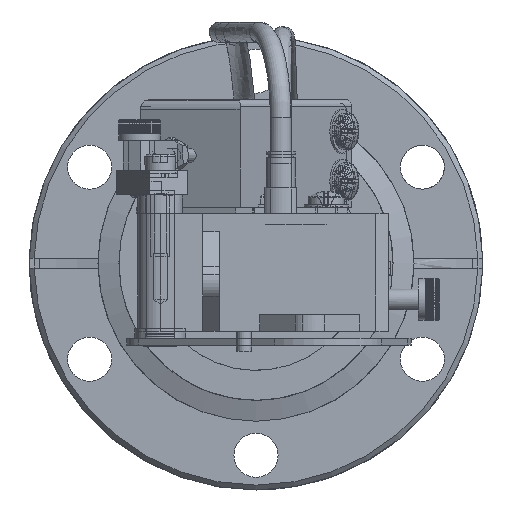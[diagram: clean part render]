
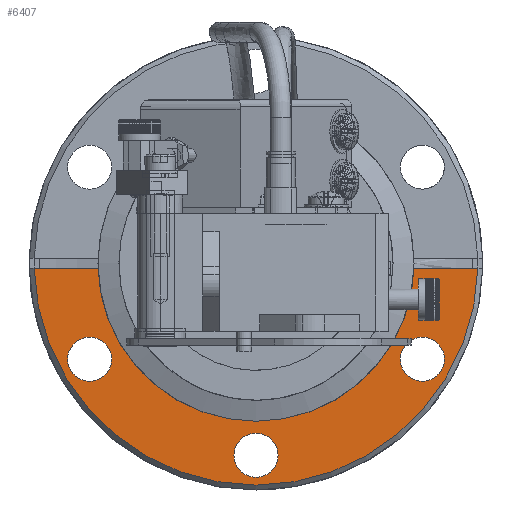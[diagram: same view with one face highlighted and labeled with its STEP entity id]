
A CAD part, front view. The second image highlights one B-rep face of the part: STEP entity #6407.
In plain terms, the highlighted planar face has unit normal (0, -1, 0).
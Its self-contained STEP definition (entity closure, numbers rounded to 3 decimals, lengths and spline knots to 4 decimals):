
#6407=ADVANCED_FACE('3-0-8',(#14669,#14670,#14671,#14672),#8141,.T.);
#8141=PLANE('',#42363);
#11151=LINE('',#66976,#14135);
#11152=LINE('',#66981,#14136);
#14135=VECTOR('',#53395,1.);
#14136=VECTOR('',#53398,1.);
#14669=FACE_BOUND('',#17397,.T.);
#14670=FACE_BOUND('',#17398,.T.);
#14671=FACE_BOUND('',#17399,.T.);
#14672=FACE_BOUND('',#17400,.T.);
#17397=EDGE_LOOP('',(#27592,#27593));
#17398=EDGE_LOOP('',(#27594,#27595));
#17399=EDGE_LOOP('',(#27596,#27597));
#17400=EDGE_LOOP('',(#27598,#27599,#27600,#27601));
#27592=ORIENTED_EDGE('',*,*,#36335,.T.);
#27593=ORIENTED_EDGE('',*,*,#36336,.T.);
#27594=ORIENTED_EDGE('',*,*,#36337,.T.);
#27595=ORIENTED_EDGE('',*,*,#36338,.T.);
#27596=ORIENTED_EDGE('',*,*,#36339,.T.);
#27597=ORIENTED_EDGE('',*,*,#36340,.T.);
#27598=ORIENTED_EDGE('',*,*,#36341,.F.);
#27599=ORIENTED_EDGE('',*,*,#36342,.T.);
#27600=ORIENTED_EDGE('',*,*,#36343,.T.);
#27601=ORIENTED_EDGE('',*,*,#36344,.T.);
#31175=VERTEX_POINT('',#66962);
#31176=VERTEX_POINT('',#66963);
#31177=VERTEX_POINT('',#66967);
#31178=VERTEX_POINT('',#66968);
#31179=VERTEX_POINT('',#66972);
#31180=VERTEX_POINT('',#66973);
#31181=VERTEX_POINT('',#66977);
#31182=VERTEX_POINT('',#66978);
#31183=VERTEX_POINT('',#66980);
#31184=VERTEX_POINT('',#66982);
#36335=EDGE_CURVE('',#31175,#31176,#38297,.T.);
#36336=EDGE_CURVE('',#31176,#31175,#38298,.T.);
#36337=EDGE_CURVE('',#31177,#31178,#38299,.T.);
#36338=EDGE_CURVE('',#31178,#31177,#38300,.T.);
#36339=EDGE_CURVE('',#31179,#31180,#38301,.T.);
#36340=EDGE_CURVE('',#31180,#31179,#38302,.T.);
#36341=EDGE_CURVE('',#31181,#31182,#11151,.T.);
#36342=EDGE_CURVE('',#31181,#31183,#38303,.T.);
#36343=EDGE_CURVE('',#31183,#31184,#11152,.T.);
#36344=EDGE_CURVE('',#31184,#31182,#38304,.T.);
#38297=CIRCLE('',#42352,0.1325);
#38298=CIRCLE('',#42353,0.1325);
#38299=CIRCLE('',#42355,0.1325);
#38300=CIRCLE('',#42356,0.1325);
#38301=CIRCLE('',#42358,0.1325);
#38302=CIRCLE('',#42359,0.1325);
#38303=CIRCLE('',#42361,0.951);
#38304=CIRCLE('',#42362,1.3355);
#42352=AXIS2_PLACEMENT_3D('',#66961,#53377,#53378);
#42353=AXIS2_PLACEMENT_3D('',#66964,#53379,#53380);
#42355=AXIS2_PLACEMENT_3D('',#66966,#53383,#53384);
#42356=AXIS2_PLACEMENT_3D('',#66969,#53385,#53386);
#42358=AXIS2_PLACEMENT_3D('',#66971,#53389,#53390);
#42359=AXIS2_PLACEMENT_3D('',#66974,#53391,#53392);
#42361=AXIS2_PLACEMENT_3D('',#66979,#53396,#53397);
#42362=AXIS2_PLACEMENT_3D('',#66983,#53399,#53400);
#42363=AXIS2_PLACEMENT_3D('',#66984,#53401,#53402);
#53377=DIRECTION('',(0.,1.,0.));
#53378=DIRECTION('',(0.,0.,1.));
#53379=DIRECTION('',(0.,1.,0.));
#53380=DIRECTION('',(0.,0.,1.));
#53383=DIRECTION('',(0.,1.,0.));
#53384=DIRECTION('',(0.,0.,1.));
#53385=DIRECTION('',(0.,1.,0.));
#53386=DIRECTION('',(0.,0.,1.));
#53389=DIRECTION('',(0.,1.,0.));
#53390=DIRECTION('',(0.,0.,1.));
#53391=DIRECTION('',(0.,1.,0.));
#53392=DIRECTION('',(0.,0.,1.));
#53395=DIRECTION('',(1.,0.,0.));
#53396=DIRECTION('',(0.,1.,0.));
#53397=DIRECTION('',(0.,0.,-1.));
#53398=DIRECTION('',(-1.,0.,0.));
#53399=DIRECTION('',(0.,-1.,0.));
#53400=DIRECTION('',(0.,0.,1.));
#53401=DIRECTION('',(0.,-1.,0.));
#53402=DIRECTION('',(0.,0.,1.));
#66961=CARTESIAN_POINT('',(1.0011,0.2543,-0.578));
#66962=CARTESIAN_POINT('',(1.0011,0.2543,-0.4455));
#66963=CARTESIAN_POINT('',(0.8686,0.2543,-0.578));
#66964=CARTESIAN_POINT('',(1.0011,0.2543,-0.578));
#66966=CARTESIAN_POINT('',(0.,0.2543,-1.156));
#66967=CARTESIAN_POINT('',(0.,0.2543,-1.0235));
#66968=CARTESIAN_POINT('',(-0.1325,0.2543,-1.156));
#66969=CARTESIAN_POINT('',(0.,0.2543,-1.156));
#66971=CARTESIAN_POINT('',(-1.0011,0.2543,-0.578));
#66972=CARTESIAN_POINT('',(-1.0011,0.2543,-0.4455));
#66973=CARTESIAN_POINT('',(-1.1336,0.2543,-0.578));
#66974=CARTESIAN_POINT('',(-1.0011,0.2543,-0.578));
#66976=CARTESIAN_POINT('',(0.9505,0.2543,-0.03));
#66977=CARTESIAN_POINT('',(0.9505,0.2543,-0.03));
#66978=CARTESIAN_POINT('',(1.3352,0.2543,-0.03));
#66979=CARTESIAN_POINT('',(0.,0.2543,0.));
#66980=CARTESIAN_POINT('',(-0.9505,0.2543,-0.03));
#66981=CARTESIAN_POINT('',(-0.9505,0.2543,-0.03));
#66982=CARTESIAN_POINT('',(-1.3352,0.2543,-0.03));
#66983=CARTESIAN_POINT('',(0.,0.2543,0.));
#66984=CARTESIAN_POINT('',(1.3512,0.2543,-1.3436));
